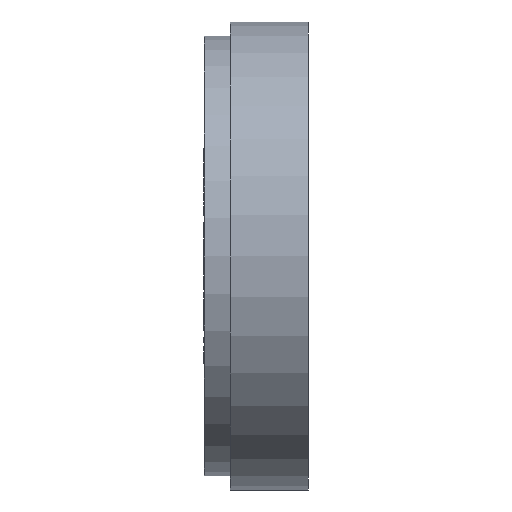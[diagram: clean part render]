
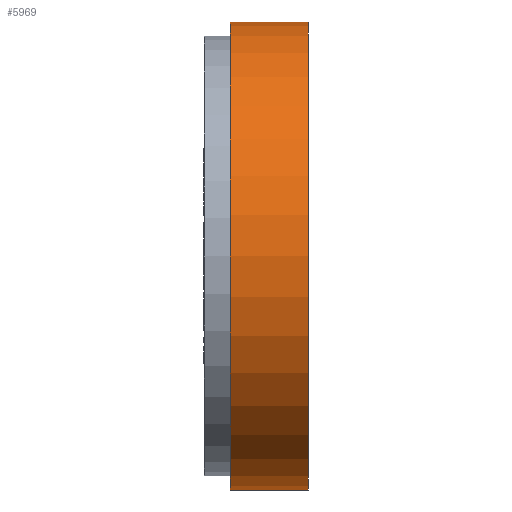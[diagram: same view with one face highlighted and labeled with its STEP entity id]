
A CAD part, front view. The second image highlights one B-rep face of the part: STEP entity #5969.
In plain terms, the highlighted cylindrical face has radius 57.15 mm (diameter 114.3 mm), a full revolution.
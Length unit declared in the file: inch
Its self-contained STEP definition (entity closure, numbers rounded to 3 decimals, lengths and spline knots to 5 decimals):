
#536 = EDGE_LOOP ( 'NONE', ( #2549 ) ) ;
#1089 = CARTESIAN_POINT ( 'NONE',  ( 0.625, 0., 0. ) ) ;
#2165 = FACE_OUTER_BOUND ( 'NONE', #5234, .T. ) ;
#2549 = ORIENTED_EDGE ( 'NONE', *, *, #9181, .T. ) ;
#2689 = CYLINDRICAL_SURFACE ( 'NONE', #11412, 2.25 ) ;
#2988 = CARTESIAN_POINT ( 'NONE',  ( 1., 0., 0. ) ) ;
#3040 = AXIS2_PLACEMENT_3D ( 'NONE', #5222, #11881, #8487 ) ;
#3578 = FACE_OUTER_BOUND ( 'NONE', #536, .T. ) ;
#5222 = CARTESIAN_POINT ( 'NONE',  ( 0.25, 0., 0. ) ) ;
#5234 = EDGE_LOOP ( 'NONE', ( #6246 ) ) ;
#5493 = VERTEX_POINT ( 'NONE', #13428 ) ;
#5969 = ADVANCED_FACE ( 'NONE', ( #3578, #2165 ), #2689, .T. ) ;
#6246 = ORIENTED_EDGE ( 'NONE', *, *, #8391, .F. ) ;
#6272 = DIRECTION ( 'NONE',  ( 0., 0., -1. ) ) ;
#6646 = CARTESIAN_POINT ( 'NONE',  ( 1., 0., -2.25 ) ) ;
#8391 = EDGE_CURVE ( 'NONE', #14434, #14434, #13451, .T. ) ;
#8487 = DIRECTION ( 'NONE',  ( 0., 0., -1. ) ) ;
#9181 = EDGE_CURVE ( 'NONE', #5493, #5493, #12088, .T. ) ;
#9871 = DIRECTION ( 'NONE',  ( 0., 1., 0. ) ) ;
#10610 = DIRECTION ( 'NONE',  ( 1., 0., 0. ) ) ;
#11412 = AXIS2_PLACEMENT_3D ( 'NONE', #1089, #12259, #9871 ) ;
#11881 = DIRECTION ( 'NONE',  ( 1., 0., 0. ) ) ;
#12088 = CIRCLE ( 'NONE', #3040, 2.25 ) ;
#12259 = DIRECTION ( 'NONE',  ( 1., 0., 0. ) ) ;
#13428 = CARTESIAN_POINT ( 'NONE',  ( 0.25, 0., -2.25 ) ) ;
#13451 = CIRCLE ( 'NONE', #14492, 2.25 ) ;
#14434 = VERTEX_POINT ( 'NONE', #6646 ) ;
#14492 = AXIS2_PLACEMENT_3D ( 'NONE', #2988, #10610, #6272 ) ;
